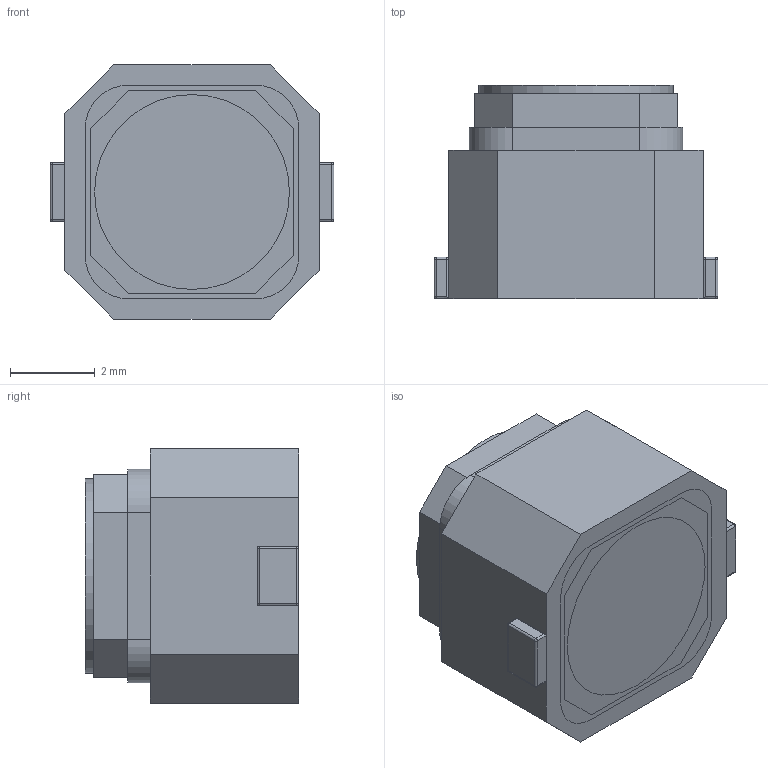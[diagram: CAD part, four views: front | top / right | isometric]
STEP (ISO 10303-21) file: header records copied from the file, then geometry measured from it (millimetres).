
FILE_DESCRIPTION(/* description */ (''),/* implementation_level */ '2;1');
FILE_NAME(/* name */ 'RMT-CZ66.step',/* time_stamp */ '2018-02-24T19:18:26+01:00',/* author */ (''),/* organization */ (''),/* preprocessor_version */ 'ST-DEVELOPER v16.13',/* originating_system */ 'Autodesk Translation Framework v6.5.0.72',/* authorisation */ '');
FILE_SCHEMA (('AUTOMOTIVE_DESIGN { 1 0 10303 214 3 1 1 }'));
Length unit declared in the file: millimetre
Products named in the file (1): RMT-CZ66
Bounding box: 6.7 x 5.04 x 6 mm (x, y, z)
Volume: 151.3 mm3; surface area: 582.5 mm2
Topology: 6 solids, 6 shells, 96 faces, 212 edges, 128 vertices
Faces by surface type: plane 52, cylinder 32, sphere 12
Full cylindrical faces by diameter (mm): 4.6 x2
Entity records: 2650 total; most frequent: DIRECTION 466, CARTESIAN_POINT 437, ORIENTED_EDGE 424, EDGE_CURVE 212, AXIS2_PLACEMENT_3D 157, LINE 152, VECTOR 152, VERTEX_POINT 128
